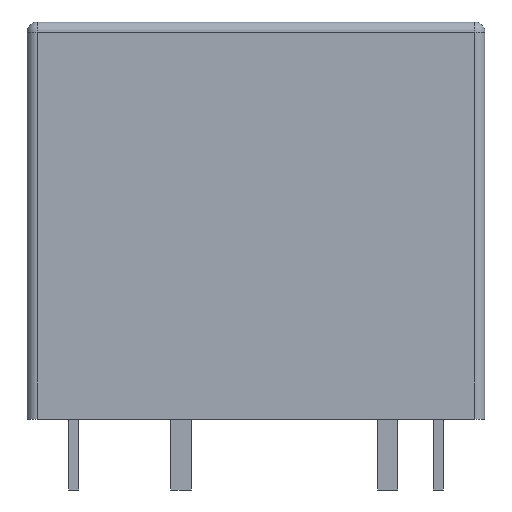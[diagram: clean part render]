
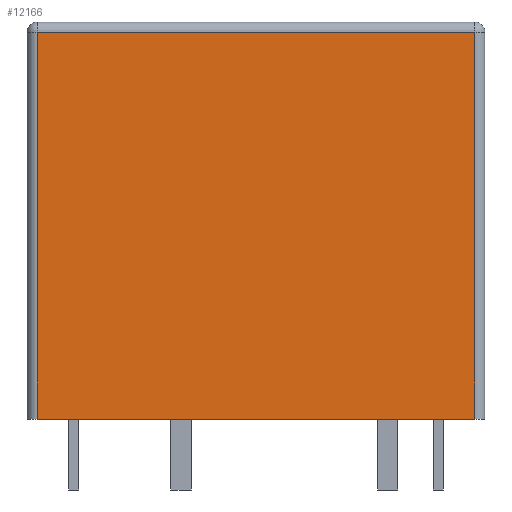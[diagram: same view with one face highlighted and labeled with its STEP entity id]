
A CAD part, front view. The second image highlights one B-rep face of the part: STEP entity #12166.
In plain terms, the highlighted planar face has unit normal (0, -1, 0).
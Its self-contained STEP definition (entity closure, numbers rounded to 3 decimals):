
#342 = LINE ( 'NONE', #7874, #12831 ) ;
#345 = DIRECTION ( 'NONE',  ( 0., 0., -1. ) ) ;
#608 = VERTEX_POINT ( 'NONE', #5079 ) ;
#1098 = DIRECTION ( 'NONE',  ( 0., 1., 0. ) ) ;
#1382 = LINE ( 'NONE', #9376, #5246 ) ;
#1683 = CARTESIAN_POINT ( 'NONE',  ( -10.8, -8.5, 19.6 ) ) ;
#2069 = VERTEX_POINT ( 'NONE', #11937 ) ;
#3334 = DIRECTION ( 'NONE',  ( 0., 0., 1. ) ) ;
#3686 = VERTEX_POINT ( 'NONE', #10096 ) ;
#3868 = FACE_OUTER_BOUND ( 'NONE', #10090, .T. ) ;
#4319 = ORIENTED_EDGE ( 'NONE', *, *, #9236, .T. ) ;
#4384 = ORIENTED_EDGE ( 'NONE', *, *, #8390, .T. ) ;
#5079 = CARTESIAN_POINT ( 'NONE',  ( -10.8, -8.5, 19.1 ) ) ;
#5246 = VECTOR ( 'NONE', #9672, 1000. ) ;
#6527 = ORIENTED_EDGE ( 'NONE', *, *, #14590, .T. ) ;
#6844 = DIRECTION ( 'NONE',  ( 0., 0., 1. ) ) ;
#7558 = DIRECTION ( 'NONE',  ( -1., 0., 0. ) ) ;
#7874 = CARTESIAN_POINT ( 'NONE',  ( -11.3, -8.5, 19.1 ) ) ;
#8390 = EDGE_CURVE ( 'NONE', #3686, #608, #342, .T. ) ;
#8720 = LINE ( 'NONE', #1683, #15214 ) ;
#9236 = EDGE_CURVE ( 'NONE', #9367, #3686, #15141, .T. ) ;
#9367 = VERTEX_POINT ( 'NONE', #9799 ) ;
#9376 = CARTESIAN_POINT ( 'NONE',  ( -11.3, -8.5, 0. ) ) ;
#9672 = DIRECTION ( 'NONE',  ( 1., 0., 0. ) ) ;
#9799 = CARTESIAN_POINT ( 'NONE',  ( 10.8, -8.5, 0. ) ) ;
#9969 = AXIS2_PLACEMENT_3D ( 'NONE', #10395, #1098, #6844 ) ;
#10090 = EDGE_LOOP ( 'NONE', ( #4384, #6527, #14678, #4319 ) ) ;
#10096 = CARTESIAN_POINT ( 'NONE',  ( 10.8, -8.5, 19.1 ) ) ;
#10395 = CARTESIAN_POINT ( 'NONE',  ( -11.3, -8.5, 19.6 ) ) ;
#11363 = EDGE_CURVE ( 'NONE', #2069, #9367, #1382, .T. ) ;
#11565 = PLANE ( 'NONE',  #9969 ) ;
#11937 = CARTESIAN_POINT ( 'NONE',  ( -10.8, -8.5, 0. ) ) ;
#12144 = VECTOR ( 'NONE', #3334, 1000. ) ;
#12166 = ADVANCED_FACE ( 'NONE', ( #3868 ), #11565, .F. ) ;
#12831 = VECTOR ( 'NONE', #7558, 1000. ) ;
#13955 = CARTESIAN_POINT ( 'NONE',  ( 10.8, -8.5, 19.6 ) ) ;
#14590 = EDGE_CURVE ( 'NONE', #608, #2069, #8720, .T. ) ;
#14678 = ORIENTED_EDGE ( 'NONE', *, *, #11363, .T. ) ;
#15141 = LINE ( 'NONE', #13955, #12144 ) ;
#15214 = VECTOR ( 'NONE', #345, 1000. ) ;
